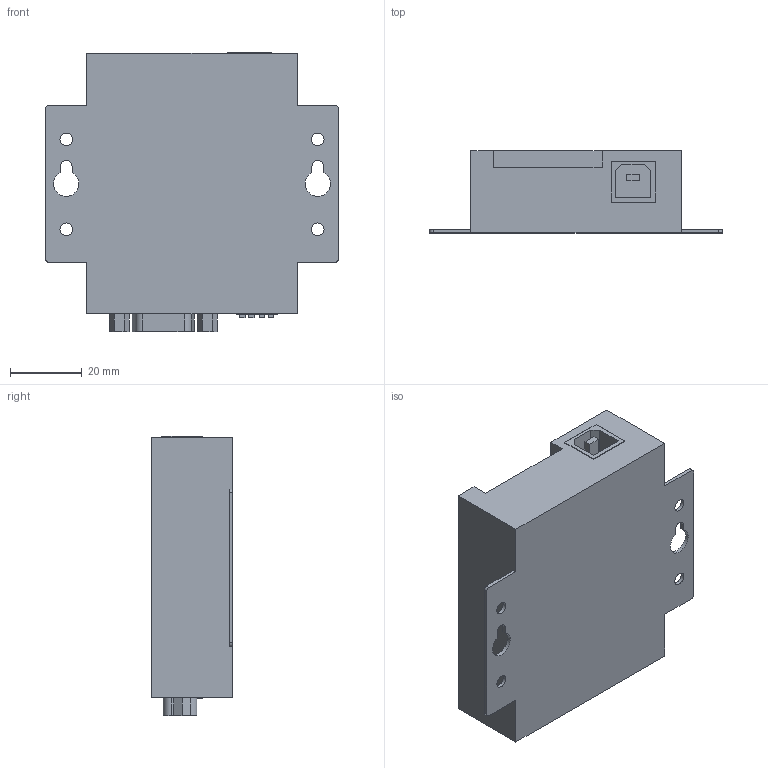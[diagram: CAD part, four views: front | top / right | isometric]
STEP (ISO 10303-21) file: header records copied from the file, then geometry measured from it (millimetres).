
FILE_DESCRIPTION(/* description */ (''),/* implementation_level */ '2;1');
FILE_NAME(/* name */ 'USB-COMi-SI-M.stp',/* time_stamp */ '2016-07-18T09:44:07-04:00',/* author */ ('Kieran'),/* organization */ (''),/* preprocessor_version */ 'ST-DEVELOPER v15.6',/* originating_system */ 'Autodesk Inventor 2015',/* authorisation */ '');
FILE_SCHEMA (('AUTOMOTIVE_DESIGN { 1 0 10303 214 3 1 1 }'));
Length unit declared in the file: millimetre
Products named in the file (1): USB-COMi-SI-M
Bounding box: 81.5 x 22.75 x 77.7 mm (x, y, z)
Volume: 95782.2 mm3; surface area: 17685.5 mm2
Topology: 1 solids, 1 shells, 130 faces, 315 edges, 210 vertices
Faces by surface type: plane 99, cylinder 31
Full cylindrical faces by diameter (mm): 1 x9, 2.45 x2, 3.5 x4
Entity records: 3754 total; most frequent: CARTESIAN_POINT 641, DIRECTION 624, ORIENTED_EDGE 600, EDGE_CURVE 300, LINE 238, VECTOR 238, VERTEX_POINT 210, AXIS2_PLACEMENT_3D 193
